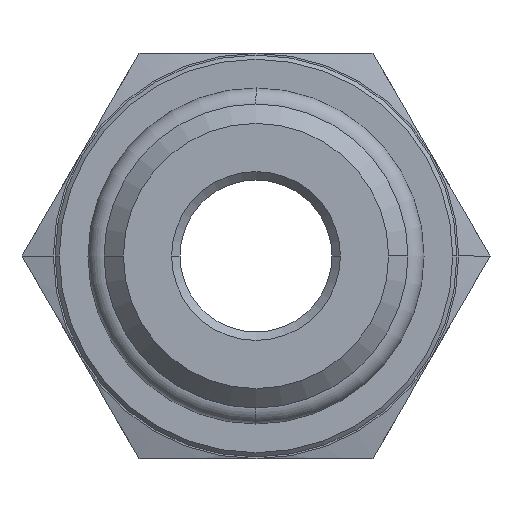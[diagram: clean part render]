
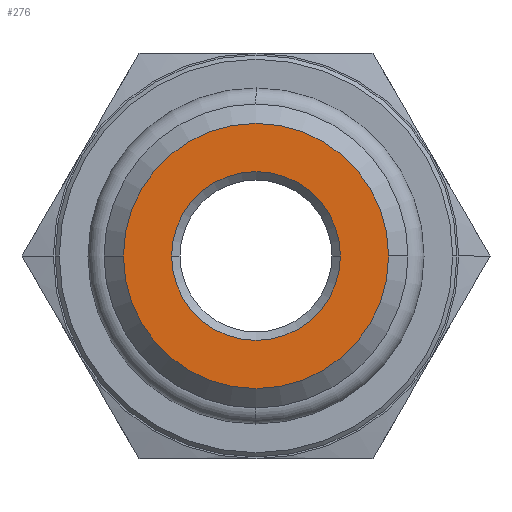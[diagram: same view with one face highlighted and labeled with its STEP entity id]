
A CAD part, left-side view. The second image highlights one B-rep face of the part: STEP entity #276.
In plain terms, the highlighted planar face has unit normal (-1, 0, 0).
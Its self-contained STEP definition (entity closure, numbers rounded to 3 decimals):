
#276 = ADVANCED_FACE( '', ( #541, #542 ), #543, .T. );
#541 = FACE_BOUND( '', #855, .T. );
#542 = FACE_OUTER_BOUND( '', #856, .T. );
#543 = PLANE( '', #857 );
#855 = EDGE_LOOP( '', ( #1757, #1758 ) );
#856 = EDGE_LOOP( '', ( #1759, #1760 ) );
#857 = AXIS2_PLACEMENT_3D( '', #1761, #1762, #1763 );
#1757 = ORIENTED_EDGE( '', *, *, #2313, .T. );
#1758 = ORIENTED_EDGE( '', *, *, #2140, .T. );
#1759 = ORIENTED_EDGE( '', *, *, #2097, .T. );
#1760 = ORIENTED_EDGE( '', *, *, #2327, .T. );
#1761 = CARTESIAN_POINT( '', ( -19.25, 3.925, 0. ) );
#1762 = DIRECTION( '', ( -1., 0., 0. ) );
#1763 = DIRECTION( '', ( 0., 1., 0. ) );
#2097 = EDGE_CURVE( '', #2445, #2449, #2451, .T. );
#2140 = EDGE_CURVE( '', #2526, #2523, #2527, .T. );
#2313 = EDGE_CURVE( '', #2523, #2526, #2805, .T. );
#2327 = EDGE_CURVE( '', #2449, #2445, #2819, .T. );
#2445 = VERTEX_POINT( '', #2989 );
#2449 = VERTEX_POINT( '', #2994 );
#2451 = CIRCLE( '', #2997, 7.85 );
#2523 = VERTEX_POINT( '', #3089 );
#2526 = VERTEX_POINT( '', #3093 );
#2527 = CIRCLE( '', #3094, 5. );
#2805 = CIRCLE( '', #3691, 5. );
#2819 = CIRCLE( '', #3705, 7.85 );
#2989 = CARTESIAN_POINT( '', ( -19.25, 7.85, 0. ) );
#2994 = CARTESIAN_POINT( '', ( -19.25, -7.85, 0. ) );
#2997 = AXIS2_PLACEMENT_3D( '', #4141, #4142, #4143 );
#3089 = CARTESIAN_POINT( '', ( -19.25, 5., 0. ) );
#3093 = CARTESIAN_POINT( '', ( -19.25, -5., 0. ) );
#3094 = AXIS2_PLACEMENT_3D( '', #4228, #4229, #4230 );
#3691 = AXIS2_PLACEMENT_3D( '', #4469, #4470, #4471 );
#3705 = AXIS2_PLACEMENT_3D( '', #4511, #4512, #4513 );
#4141 = CARTESIAN_POINT( '', ( -19.25, 0., 0. ) );
#4142 = DIRECTION( '', ( -1., 0., 0. ) );
#4143 = DIRECTION( '', ( 0., 1., 0. ) );
#4228 = CARTESIAN_POINT( '', ( -19.25, 0., 0. ) );
#4229 = DIRECTION( '', ( 1., 0., 0. ) );
#4230 = DIRECTION( '', ( 0., 1., 0. ) );
#4469 = CARTESIAN_POINT( '', ( -19.25, 0., 0. ) );
#4470 = DIRECTION( '', ( 1., 0., 0. ) );
#4471 = DIRECTION( '', ( 0., 1., 0. ) );
#4511 = CARTESIAN_POINT( '', ( -19.25, 0., 0. ) );
#4512 = DIRECTION( '', ( -1., 0., 0. ) );
#4513 = DIRECTION( '', ( 0., 1., 0. ) );
